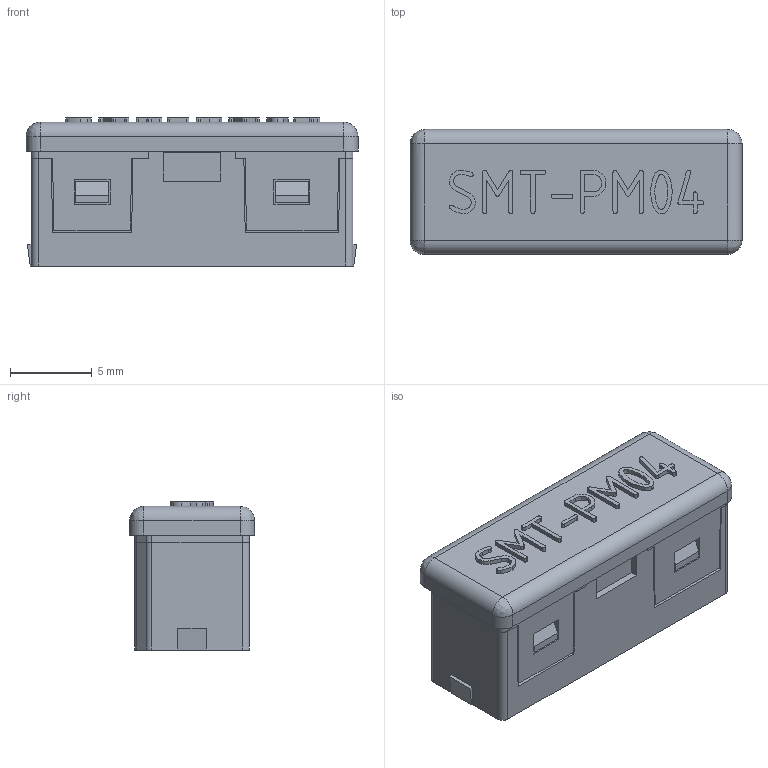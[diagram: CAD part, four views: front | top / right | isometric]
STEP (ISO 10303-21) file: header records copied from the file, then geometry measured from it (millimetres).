
FILE_DESCRIPTION(('FreeCAD Model'),'2;1');
FILE_NAME('Open CASCADE Shape Model','2025-04-30T05:00:03',('FreeCAD'),( 'FreeCAD'),'Open CASCADE STEP processor 7.6','FreeCAD','Unknown');
FILE_SCHEMA(('AUTOMOTIVE_DESIGN { 1 0 10303 214 1 1 1 1 }'));
Length unit declared in the file: millimetre
Products named in the file (1): Open CASCADE STEP translator 7.6 1
Bounding box: 20.27 x 7.63 x 9.04 mm (x, y, z)
Volume: 741.2 mm3; surface area: 2076.7 mm2
Topology: 11 solids, 11 shells, 514 faces, 1355 edges, 870 vertices
Faces by surface type: bspline 514
Entity records: 15558 total; most frequent: CARTESIAN_POINT 7440, ORIENTED_EDGE 2682, EDGE_CURVE 1341, B_SPLINE_CURVE_WITH_KNOTS 1151, VERTEX_POINT 870, FACE_BOUND 563, EDGE_LOOP 563, ADVANCED_FACE 514
